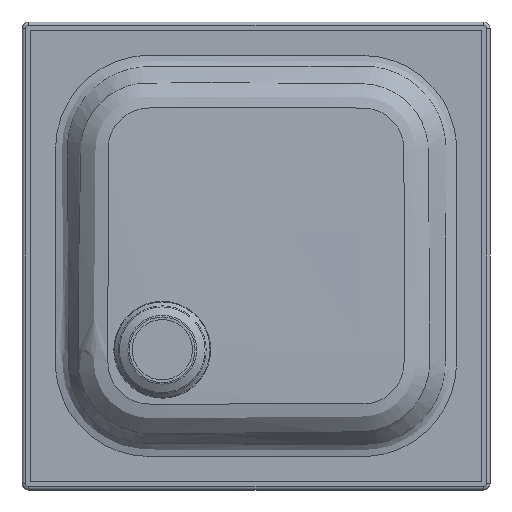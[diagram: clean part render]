
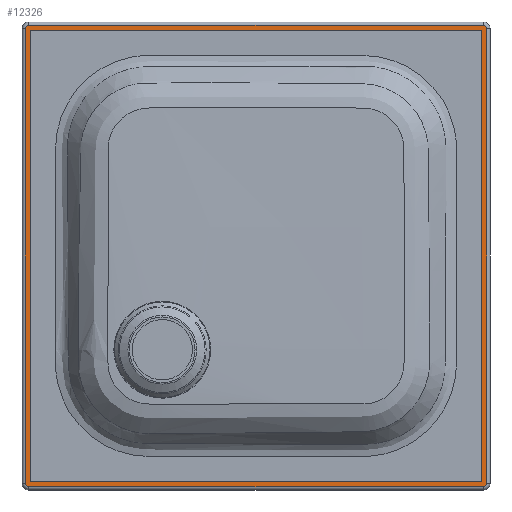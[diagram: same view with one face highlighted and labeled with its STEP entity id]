
A CAD part, front view. The second image highlights one B-rep face of the part: STEP entity #12326.
In plain terms, the highlighted planar face has unit normal (0, -1, 0).
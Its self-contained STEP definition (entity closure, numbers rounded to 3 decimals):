
#12217=CARTESIAN_POINT('',(484.5,-30.0,-199.5));
#12218=VERTEX_POINT('',#12217);
#12219=CARTESIAN_POINT('',(484.5,-30.0,479.5));
#12220=VERTEX_POINT('',#12219);
#12221=CARTESIAN_POINT('',(484.5,-30.0,-199.5));
#12222=DIRECTION('',(0.0,0.0,1.0));
#12223=VECTOR('',#12222,1.0);
#12224=LINE('',#12221,#12223);
#12225=EDGE_CURVE('n� 2007',#12218,#12220,#12224,.T.);
#12226=ORIENTED_EDGE('',*,*,#12225,.T.);
#12227=CARTESIAN_POINT('',(479.5,-30.0,484.5));
#12228=VERTEX_POINT('',#12227);
#12229=CARTESIAN_POINT('',(479.5,-30.0,479.5));
#12230=DIRECTION('',(-0.0,-1.0,-0.0));
#12231=DIRECTION('',(0.0,-0.0,1.0));
#12232=AXIS2_PLACEMENT_3D('',#12229,#12230,#12231);
#12233=CIRCLE('',#12232,5.0);
#12234=EDGE_CURVE('n� 2010',#12220,#12228,#12233,.T.);
#12235=ORIENTED_EDGE('',*,*,#12234,.T.);
#12236=CARTESIAN_POINT('',(-199.5,-30.0,484.5));
#12237=VERTEX_POINT('',#12236);
#12238=CARTESIAN_POINT('',(-199.5,-30.0,484.5));
#12239=DIRECTION('',(-1.0,0.0,0.0));
#12240=VECTOR('',#12239,1.0);
#12241=LINE('',#12238,#12240);
#12242=EDGE_CURVE('n� 1983',#12228,#12237,#12241,.T.);
#12243=ORIENTED_EDGE('',*,*,#12242,.T.);
#12244=CARTESIAN_POINT('',(-204.5,-30.0,479.5));
#12245=VERTEX_POINT('',#12244);
#12246=CARTESIAN_POINT('',(-199.5,-30.0,479.5));
#12247=DIRECTION('',(-0.0,-1.0,-0.0));
#12248=DIRECTION('',(0.0,-0.0,1.0));
#12249=AXIS2_PLACEMENT_3D('',#12246,#12247,#12248);
#12250=CIRCLE('',#12249,5.0);
#12251=EDGE_CURVE('n� 1987',#12237,#12245,#12250,.T.);
#12252=ORIENTED_EDGE('',*,*,#12251,.T.);
#12253=CARTESIAN_POINT('',(-204.5,-30.0,-199.5));
#12254=VERTEX_POINT('',#12253);
#12255=CARTESIAN_POINT('',(-204.5,-30.0,-199.5));
#12256=DIRECTION('',(-0.0,0.0,-1.0));
#12257=VECTOR('',#12256,1.0);
#12258=LINE('',#12255,#12257);
#12259=EDGE_CURVE('n� 1991',#12245,#12254,#12258,.T.);
#12260=ORIENTED_EDGE('',*,*,#12259,.T.);
#12261=CARTESIAN_POINT('',(-199.5,-30.0,-204.5));
#12262=VERTEX_POINT('',#12261);
#12263=CARTESIAN_POINT('',(-199.5,-30.0,-199.5));
#12264=DIRECTION('',(-0.0,-1.0,-0.0));
#12265=DIRECTION('',(0.0,-0.0,1.0));
#12266=AXIS2_PLACEMENT_3D('',#12263,#12264,#12265);
#12267=CIRCLE('',#12266,5.0);
#12268=EDGE_CURVE('n� 1995',#12254,#12262,#12267,.T.);
#12269=ORIENTED_EDGE('',*,*,#12268,.T.);
#12270=CARTESIAN_POINT('',(479.5,-30.0,-204.5));
#12271=VERTEX_POINT('',#12270);
#12272=CARTESIAN_POINT('',(-199.5,-30.0,-204.5));
#12273=DIRECTION('',(1.0,0.0,-0.0));
#12274=VECTOR('',#12273,1.0);
#12275=LINE('',#12272,#12274);
#12276=EDGE_CURVE('n� 1999',#12262,#12271,#12275,.T.);
#12277=ORIENTED_EDGE('',*,*,#12276,.T.);
#12278=CARTESIAN_POINT('',(479.5,-30.0,-199.5));
#12279=DIRECTION('',(-0.0,-1.0,-0.0));
#12280=DIRECTION('',(0.0,-0.0,1.0));
#12281=AXIS2_PLACEMENT_3D('',#12278,#12279,#12280);
#12282=CIRCLE('',#12281,5.0);
#12283=EDGE_CURVE('n� 2003',#12271,#12218,#12282,.T.);
#12284=ORIENTED_EDGE('',*,*,#12283,.T.);
#12285=EDGE_LOOP('',(#12226,#12235,#12243,#12252,#12260,#12269,#12277,#12284));
#12286=FACE_OUTER_BOUND('',#12285,.T.);
#12287=CARTESIAN_POINT('',(477.5,-30.0,-197.5));
#12288=VERTEX_POINT('',#12287);
#12289=CARTESIAN_POINT('',(477.5,-30.0,477.5));
#12290=VERTEX_POINT('',#12289);
#12291=CARTESIAN_POINT('',(477.5,-30.0,-197.5));
#12292=DIRECTION('',(-0.0,0.0,1.0));
#12293=VECTOR('',#12292,1.0);
#12294=LINE('',#12291,#12293);
#12295=EDGE_CURVE('n� 1682',#12288,#12290,#12294,.T.);
#12296=ORIENTED_EDGE('',*,*,#12295,.F.);
#12297=CARTESIAN_POINT('',(-197.5,-30.0,-197.5));
#12298=VERTEX_POINT('',#12297);
#12299=CARTESIAN_POINT('',(-197.5,-30.0,-197.5));
#12300=DIRECTION('',(1.0,0.0,0.0));
#12301=VECTOR('',#12300,1.0);
#12302=LINE('',#12299,#12301);
#12303=EDGE_CURVE('n� 1686',#12298,#12288,#12302,.T.);
#12304=ORIENTED_EDGE('',*,*,#12303,.F.);
#12305=CARTESIAN_POINT('',(-197.5,-30.0,477.5));
#12306=VERTEX_POINT('',#12305);
#12307=CARTESIAN_POINT('',(-197.5,-30.0,477.5));
#12308=DIRECTION('',(0.0,0.0,-1.0));
#12309=VECTOR('',#12308,1.0);
#12310=LINE('',#12307,#12309);
#12311=EDGE_CURVE('n� 1690',#12306,#12298,#12310,.T.);
#12312=ORIENTED_EDGE('',*,*,#12311,.F.);
#12313=CARTESIAN_POINT('',(477.5,-30.0,477.5));
#12314=DIRECTION('',(-1.0,0.0,-0.0));
#12315=VECTOR('',#12314,1.0);
#12316=LINE('',#12313,#12315);
#12317=EDGE_CURVE('n� 1694',#12290,#12306,#12316,.T.);
#12318=ORIENTED_EDGE('',*,*,#12317,.F.);
#12319=EDGE_LOOP('',(#12296,#12304,#12312,#12318));
#12320=FACE_BOUND('',#12319,.T.);
#12321=CARTESIAN_POINT('',(-199.5,-30.0,-199.5));
#12322=DIRECTION('',(0.0,1.0,0.0));
#12323=DIRECTION('',(0.0,-0.0,1.0));
#12324=AXIS2_PLACEMENT_3D('',#12321,#12322,#12323);
#12325=PLANE('',#12324);
#12326=ADVANCED_FACE('n� 1324',(#12286,#12320),#12325,.F.);
